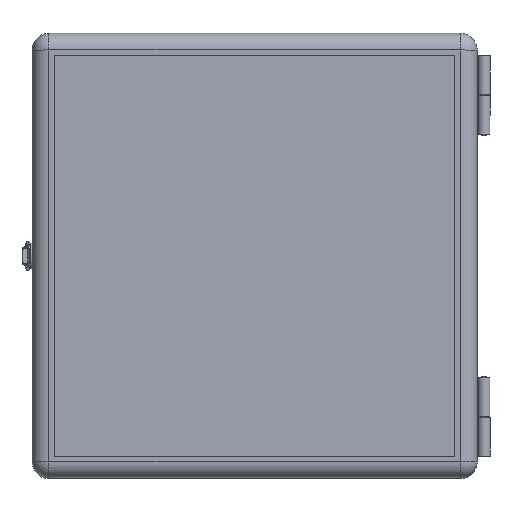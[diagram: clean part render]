
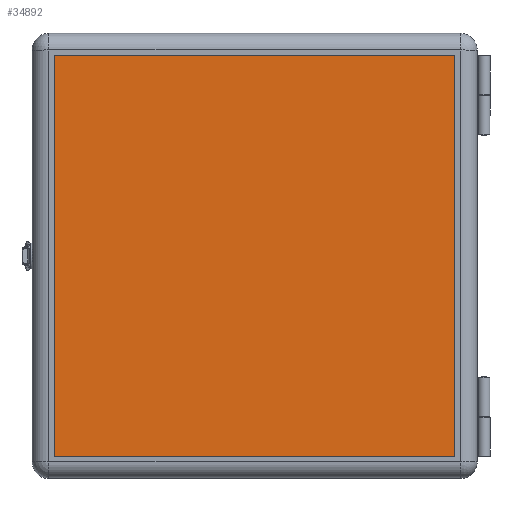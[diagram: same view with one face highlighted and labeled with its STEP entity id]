
A CAD part, top view. The second image highlights one B-rep face of the part: STEP entity #34892.
In plain terms, the highlighted face is planar.
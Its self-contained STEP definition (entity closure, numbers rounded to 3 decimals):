
#1456 = ORIENTED_EDGE ( 'NONE', *, *, #42763, .F. ) ;
#1457 = ORIENTED_EDGE ( 'NONE', *, *, #42756, .F. ) ;
#1458 = ORIENTED_EDGE ( 'NONE', *, *, #42765, .F. ) ;
#1459 = ORIENTED_EDGE ( 'NONE', *, *, #42760, .F. ) ;
#13322 = LINE ( 'NONE', #13331, #14128 ) ;
#13331 = CARTESIAN_POINT ( 'NONE',  ( -180., -183.5, 0. ) ) ;
#13332 = LINE ( 'NONE', #13343, #14137 ) ;
#13333 = DIRECTION ( 'NONE',  ( 0., -1., 0. ) ) ;
#13343 = CARTESIAN_POINT ( 'NONE',  ( 180., -183.5, 0. ) ) ;
#13344 = DIRECTION ( 'NONE',  ( 0., 1., 0. ) ) ;
#13351 = LINE ( 'NONE', #13353, #14141 ) ;
#13353 = CARTESIAN_POINT ( 'NONE',  ( -183.5, -180., 0. ) ) ;
#13354 = DIRECTION ( 'NONE',  ( 1., 0., 0. ) ) ;
#13357 = LINE ( 'NONE', #13358, #14143 ) ;
#13358 = CARTESIAN_POINT ( 'NONE',  ( -183.5, 180., 0. ) ) ;
#13359 = DIRECTION ( 'NONE',  ( -1., 0., 0. ) ) ;
#14128 = VECTOR ( 'NONE', #13333, 1000. ) ;
#14137 = VECTOR ( 'NONE', #13344, 1000. ) ;
#14141 = VECTOR ( 'NONE', #13354, 1000. ) ;
#14143 = VECTOR ( 'NONE', #13359, 1000. ) ;
#24523 = VERTEX_POINT ( 'NONE', #53593 ) ;
#24560 = VERTEX_POINT ( 'NONE', #54212 ) ;
#24615 = VERTEX_POINT ( 'NONE', #54267 ) ;
#27096 = VERTEX_POINT ( 'NONE', #54569 ) ;
#34892 = ADVANCED_FACE ( 'NONE', ( #60550 ), #60551, .F. ) ;
#42756 = EDGE_CURVE ( 'NONE', #24560, #27096, #13322, .T. ) ;
#42760 = EDGE_CURVE ( 'NONE', #24615, #24523, #13332, .T. ) ;
#42763 = EDGE_CURVE ( 'NONE', #27096, #24615, #13351, .T. ) ;
#42765 = EDGE_CURVE ( 'NONE', #24523, #24560, #13357, .T. ) ;
#48859 = EDGE_LOOP ( 'NONE', ( #1456, #1457, #1458, #1459 ) ) ;
#53593 = CARTESIAN_POINT ( 'NONE',  ( 180., 180., 0. ) ) ;
#54212 = CARTESIAN_POINT ( 'NONE',  ( -180., 180., 0. ) ) ;
#54267 = CARTESIAN_POINT ( 'NONE',  ( 180., -180., 0. ) ) ;
#54569 = CARTESIAN_POINT ( 'NONE',  ( -180., -180., 0. ) ) ;
#60086 = AXIS2_PLACEMENT_3D ( 'NONE', #60543, #60554, #60555 ) ;
#60543 = CARTESIAN_POINT ( 'NONE',  ( -183.5, -183.5, 0. ) ) ;
#60550 = FACE_OUTER_BOUND ( 'NONE', #48859, .T. ) ;
#60551 = PLANE ( 'NONE',  #60086 ) ;
#60554 = DIRECTION ( 'NONE',  ( 0., 0., 1. ) ) ;
#60555 = DIRECTION ( 'NONE',  ( 1., 0., 0. ) ) ;
